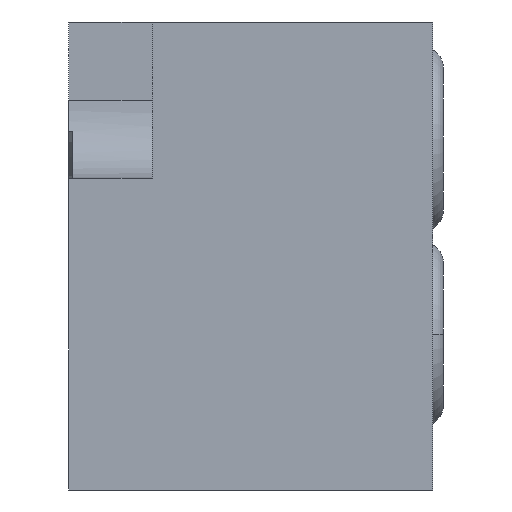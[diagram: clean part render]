
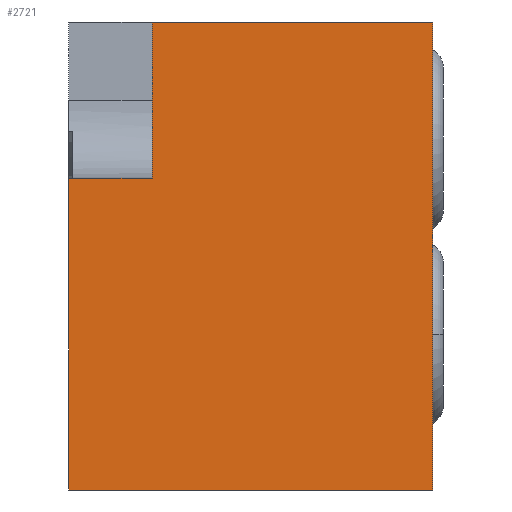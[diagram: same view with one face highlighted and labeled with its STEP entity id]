
A CAD part, left-side view. The second image highlights one B-rep face of the part: STEP entity #2721.
In plain terms, the highlighted planar face has unit normal (-1, 0, 0).
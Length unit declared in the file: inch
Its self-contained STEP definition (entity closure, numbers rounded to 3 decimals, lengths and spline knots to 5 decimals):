
#16=DIRECTION('',(0.,0.,1.));
#17=VECTOR('',#16,1.125);
#18=CARTESIAN_POINT('',(-0.5625,0.,-0.5625));
#19=LINE('',#18,#17);
#125=DIRECTION('',(0.,-1.,0.));
#126=VECTOR('',#125,0.201);
#127=CARTESIAN_POINT('',(-0.5625,0.875,0.1875));
#128=LINE('',#127,#126);
#132=DIRECTION('',(0.,0.,1.));
#133=VECTOR('',#132,0.375);
#134=CARTESIAN_POINT('',(-0.5625,0.674,0.1875));
#135=LINE('',#134,#133);
#139=DIRECTION('',(0.,1.,0.));
#140=VECTOR('',#139,0.875);
#141=CARTESIAN_POINT('',(-0.5625,0.,-0.5625));
#142=LINE('',#141,#140);
#160=DIRECTION('',(0.,0.,1.));
#161=VECTOR('',#160,0.75);
#162=CARTESIAN_POINT('',(-0.5625,0.875,-0.5625));
#163=LINE('',#162,#161);
#397=DIRECTION('',(0.,1.,0.));
#398=VECTOR('',#397,0.674);
#399=CARTESIAN_POINT('',(-0.5625,0.,0.5625));
#400=LINE('',#399,#398);
#2281=CARTESIAN_POINT('',(-0.5625,0.,-0.5625));
#2282=CARTESIAN_POINT('',(-0.5625,0.,0.5625));
#2283=VERTEX_POINT('',#2281);
#2284=VERTEX_POINT('',#2282);
#2289=CARTESIAN_POINT('',(-0.5625,0.875,-0.5625));
#2290=VERTEX_POINT('',#2289);
#2389=CARTESIAN_POINT('',(-0.5625,0.875,0.1875));
#2391=VERTEX_POINT('',#2389);
#2393=CARTESIAN_POINT('',(-0.5625,0.674,0.1875));
#2394=VERTEX_POINT('',#2393);
#2409=CARTESIAN_POINT('',(-0.5625,0.674,0.5625));
#2410=VERTEX_POINT('',#2409);
#2703=CARTESIAN_POINT('',(-0.5625,0.,-0.5625));
#2704=DIRECTION('',(-1.,0.,0.));
#2705=DIRECTION('',(0.,0.,1.));
#2706=AXIS2_PLACEMENT_3D('',#2703,#2704,#2705);
#2707=PLANE('',#2706);
#2709=ORIENTED_EDGE('',*,*,#2708,.T.);
#2711=ORIENTED_EDGE('',*,*,#2710,.T.);
#2713=ORIENTED_EDGE('',*,*,#2712,.F.);
#2714=ORIENTED_EDGE('',*,*,#2662,.F.);
#2716=ORIENTED_EDGE('',*,*,#2715,.T.);
#2718=ORIENTED_EDGE('',*,*,#2717,.T.);
#2719=EDGE_LOOP('',(#2709,#2711,#2713,#2714,#2716,#2718));
#2720=FACE_OUTER_BOUND('',#2719,.F.);
#2662=EDGE_CURVE('',#2283,#2284,#19,.T.);
#2708=EDGE_CURVE('',#2391,#2394,#128,.T.);
#2710=EDGE_CURVE('',#2394,#2410,#135,.T.);
#2712=EDGE_CURVE('',#2284,#2410,#400,.T.);
#2715=EDGE_CURVE('',#2283,#2290,#142,.T.);
#2717=EDGE_CURVE('',#2290,#2391,#163,.T.);
#2721=ADVANCED_FACE('',(#2720),#2707,.T.);
